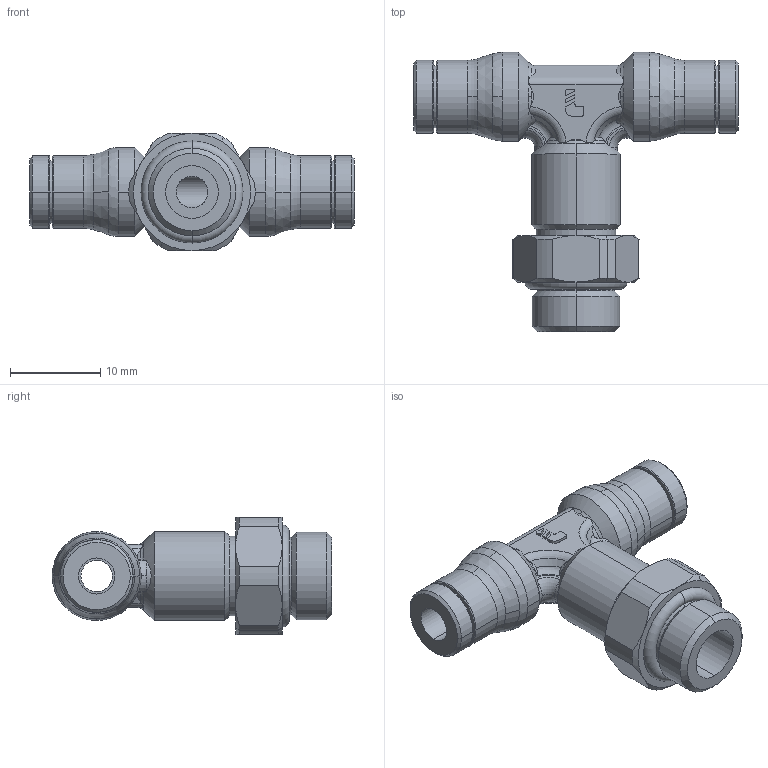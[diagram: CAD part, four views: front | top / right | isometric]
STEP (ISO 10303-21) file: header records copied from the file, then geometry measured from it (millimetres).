
FILE_DESCRIPTION(('STEP AP214'),'1');
FILE_NAME('3698_04_10.stp','2016-07-07T14:19:01',('TraceParts'),('TraceParts S.A.'),'Spatial InterOp 3D',' ',' ');
FILE_SCHEMA(('automotive_design'));
Length unit declared in the file: millimetre
Products named in the file (1): 1
Bounding box: 36 x 31 x 13 mm (x, y, z)
Volume: 3106.7 mm3; surface area: 2806.8 mm2
Topology: 1 solids, 1 shells, 216 faces, 566 edges, 363 vertices
Faces by surface type: cone 64, cylinder 56, plane 54, torus 42
Entity records: 7272 total; most frequent: CARTESIAN_POINT 2080, ORIENTED_EDGE 1132, DIRECTION 1093, EDGE_CURVE 566, AXIS2_PLACEMENT_3D 478, VERTEX_POINT 363, CIRCLE 259, EDGE_LOOP 231
